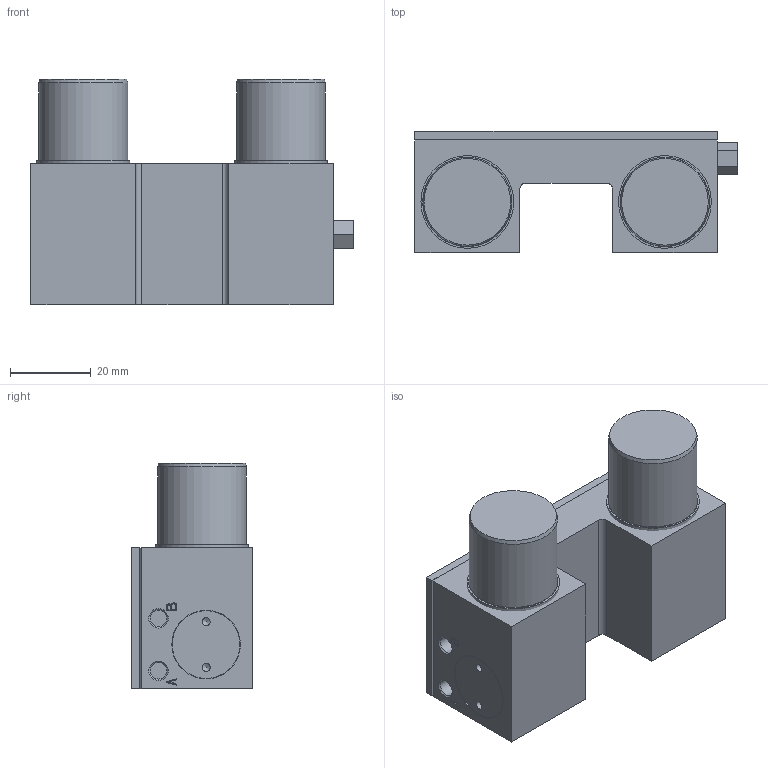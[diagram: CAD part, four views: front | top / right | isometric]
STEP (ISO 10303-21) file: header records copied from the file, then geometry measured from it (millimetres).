
FILE_DESCRIPTION( ( 'STEP AP203' ), '1' );
FILE_NAME( 'MKS2501A-PMK25-2-SBCSBI-SBI..FL-25.stp', '2021-04-19T13:21:34', ( 'License CC BY-ND 4.0' ), ( 'CADENAS' ), ' ', 'PARTsolutions', ' ' );
FILE_SCHEMA( ( 'CONFIG_CONTROL_DESIGN' ) );
Length unit declared in the file: millimetre
Products named in the file (5): MKS2501A-PMK25-2-SBCSBI-SBI..FL-25; _Gehaeuse_MKS 2501A 19; _Luftfilter 5 7; _Deckel MKS 22; _PMK25-2
Assembly tree (5 placements, depth 2):
  MKS2501A-PMK25-2-SBCSBI-SBI..FL-25
    _Gehaeuse_MKS 2501A 19
    _Luftfilter 5 7
    _Deckel MKS 22  x2
    _PMK25-2
Bounding box: 80.1 x 30 x 56 mm (x, y, z)
Volume: 70997.2 mm3; surface area: 25584.1 mm2
Topology: 5 solids, 5 shells, 168 faces, 380 edges, 252 vertices
Faces by surface type: plane 100, cylinder 44, cone 22, torus 2
Full cylindrical faces by diameter (mm): 2 x8, 4.134 x4, 4.917 x4, 6.5 x4, 16.8 x2, 17 x2, 18 x2, 21.8 x2, 22 x4, 23 x2
Entity records: 4166 total; most frequent: DIRECTION 704, CARTESIAN_POINT 669, ORIENTED_EDGE 568, EDGE_CURVE 284, AXIS2_PLACEMENT_3D 257, EDGE_LOOP 244, VERTEX_POINT 222, LINE 190
